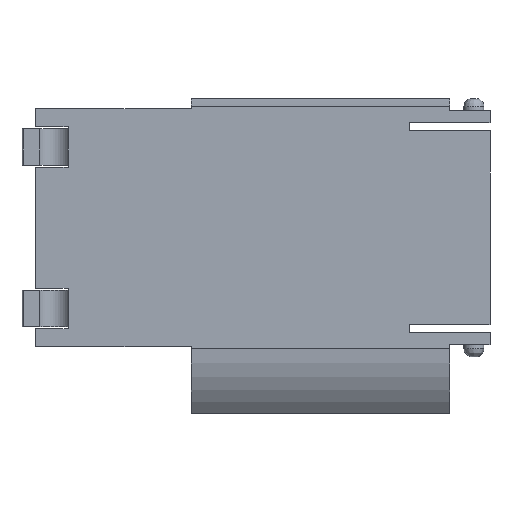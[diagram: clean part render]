
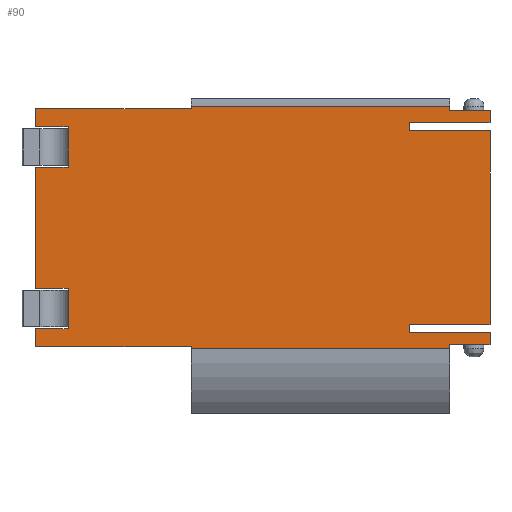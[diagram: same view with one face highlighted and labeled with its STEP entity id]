
A CAD part, front view. The second image highlights one B-rep face of the part: STEP entity #90.
In plain terms, the highlighted planar face has unit normal (0, -1, 0).
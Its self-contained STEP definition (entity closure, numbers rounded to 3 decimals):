
#90=ADVANCED_FACE('',(#217),#161,.T.);
#161=PLANE('',#1399);
#217=FACE_OUTER_BOUND('',#282,.T.);
#282=EDGE_LOOP('',(#362,#363,#364,#365,#366,#367,#368,#369,#370,#371,#372,
#373,#374,#375,#376,#377,#378,#379,#380,#381,#382,#383,#384,#385,#386,#387,
#388,#389));
#362=ORIENTED_EDGE('',*,*,#878,.T.);
#363=ORIENTED_EDGE('',*,*,#879,.T.);
#364=ORIENTED_EDGE('',*,*,#880,.T.);
#365=ORIENTED_EDGE('',*,*,#881,.T.);
#366=ORIENTED_EDGE('',*,*,#882,.T.);
#367=ORIENTED_EDGE('',*,*,#883,.T.);
#368=ORIENTED_EDGE('',*,*,#884,.F.);
#369=ORIENTED_EDGE('',*,*,#885,.F.);
#370=ORIENTED_EDGE('',*,*,#886,.T.);
#371=ORIENTED_EDGE('',*,*,#887,.F.);
#372=ORIENTED_EDGE('',*,*,#888,.F.);
#373=ORIENTED_EDGE('',*,*,#889,.F.);
#374=ORIENTED_EDGE('',*,*,#890,.T.);
#375=ORIENTED_EDGE('',*,*,#891,.T.);
#376=ORIENTED_EDGE('',*,*,#892,.T.);
#377=ORIENTED_EDGE('',*,*,#893,.T.);
#378=ORIENTED_EDGE('',*,*,#894,.T.);
#379=ORIENTED_EDGE('',*,*,#895,.T.);
#380=ORIENTED_EDGE('',*,*,#896,.F.);
#381=ORIENTED_EDGE('',*,*,#897,.F.);
#382=ORIENTED_EDGE('',*,*,#898,.T.);
#383=ORIENTED_EDGE('',*,*,#899,.F.);
#384=ORIENTED_EDGE('',*,*,#900,.T.);
#385=ORIENTED_EDGE('',*,*,#901,.F.);
#386=ORIENTED_EDGE('',*,*,#902,.F.);
#387=ORIENTED_EDGE('',*,*,#903,.T.);
#388=ORIENTED_EDGE('',*,*,#875,.T.);
#389=ORIENTED_EDGE('',*,*,#904,.F.);
#744=VERTEX_POINT('',#1858);
#746=VERTEX_POINT('',#1861);
#748=VERTEX_POINT('',#1867);
#749=VERTEX_POINT('',#1868);
#750=VERTEX_POINT('',#1870);
#751=VERTEX_POINT('',#1872);
#752=VERTEX_POINT('',#1874);
#753=VERTEX_POINT('',#1876);
#754=VERTEX_POINT('',#1878);
#755=VERTEX_POINT('',#1880);
#756=VERTEX_POINT('',#1882);
#757=VERTEX_POINT('',#1884);
#758=VERTEX_POINT('',#1886);
#759=VERTEX_POINT('',#1888);
#760=VERTEX_POINT('',#1890);
#761=VERTEX_POINT('',#1892);
#762=VERTEX_POINT('',#1894);
#763=VERTEX_POINT('',#1896);
#764=VERTEX_POINT('',#1898);
#765=VERTEX_POINT('',#1900);
#766=VERTEX_POINT('',#1902);
#767=VERTEX_POINT('',#1904);
#768=VERTEX_POINT('',#1906);
#769=VERTEX_POINT('',#1908);
#770=VERTEX_POINT('',#1910);
#771=VERTEX_POINT('',#1912);
#772=VERTEX_POINT('',#1914);
#773=VERTEX_POINT('',#1916);
#875=EDGE_CURVE('',#746,#744,#1068,.T.);
#878=EDGE_CURVE('',#748,#749,#1071,.T.);
#879=EDGE_CURVE('',#749,#750,#1072,.T.);
#880=EDGE_CURVE('',#750,#751,#1073,.T.);
#881=EDGE_CURVE('',#751,#752,#1074,.T.);
#882=EDGE_CURVE('',#752,#753,#1075,.T.);
#883=EDGE_CURVE('',#753,#754,#1076,.T.);
#884=EDGE_CURVE('',#755,#754,#1077,.T.);
#885=EDGE_CURVE('',#756,#755,#1078,.T.);
#886=EDGE_CURVE('',#756,#757,#1079,.T.);
#887=EDGE_CURVE('',#758,#757,#1080,.T.);
#888=EDGE_CURVE('',#759,#758,#1081,.T.);
#889=EDGE_CURVE('',#760,#759,#1082,.T.);
#890=EDGE_CURVE('',#760,#761,#1083,.T.);
#891=EDGE_CURVE('',#761,#762,#1084,.T.);
#892=EDGE_CURVE('',#762,#763,#1085,.T.);
#893=EDGE_CURVE('',#763,#764,#1086,.T.);
#894=EDGE_CURVE('',#764,#765,#1087,.T.);
#895=EDGE_CURVE('',#765,#766,#1088,.T.);
#896=EDGE_CURVE('',#767,#766,#1089,.T.);
#897=EDGE_CURVE('',#768,#767,#1090,.T.);
#898=EDGE_CURVE('',#768,#769,#1091,.T.);
#899=EDGE_CURVE('',#770,#769,#1092,.T.);
#900=EDGE_CURVE('',#770,#771,#1093,.T.);
#901=EDGE_CURVE('',#772,#771,#1094,.T.);
#902=EDGE_CURVE('',#773,#772,#1095,.T.);
#903=EDGE_CURVE('',#773,#746,#1096,.T.);
#904=EDGE_CURVE('',#748,#744,#1097,.T.);
#1068=LINE('',#1860,#1233);
#1071=LINE('',#1866,#1236);
#1072=LINE('',#1869,#1237);
#1073=LINE('',#1871,#1238);
#1074=LINE('',#1873,#1239);
#1075=LINE('',#1875,#1240);
#1076=LINE('',#1877,#1241);
#1077=LINE('',#1879,#1242);
#1078=LINE('',#1881,#1243);
#1079=LINE('',#1883,#1244);
#1080=LINE('',#1885,#1245);
#1081=LINE('',#1887,#1246);
#1082=LINE('',#1889,#1247);
#1083=LINE('',#1891,#1248);
#1084=LINE('',#1893,#1249);
#1085=LINE('',#1895,#1250);
#1086=LINE('',#1897,#1251);
#1087=LINE('',#1899,#1252);
#1088=LINE('',#1901,#1253);
#1089=LINE('',#1903,#1254);
#1090=LINE('',#1905,#1255);
#1091=LINE('',#1907,#1256);
#1092=LINE('',#1909,#1257);
#1093=LINE('',#1911,#1258);
#1094=LINE('',#1913,#1259);
#1095=LINE('',#1915,#1260);
#1096=LINE('',#1917,#1261);
#1097=LINE('',#1918,#1262);
#1233=VECTOR('',#1498,1.);
#1236=VECTOR('',#1503,1.);
#1237=VECTOR('',#1504,1.);
#1238=VECTOR('',#1505,1.);
#1239=VECTOR('',#1506,1.);
#1240=VECTOR('',#1507,1.);
#1241=VECTOR('',#1508,1.);
#1242=VECTOR('',#1509,1.);
#1243=VECTOR('',#1510,1.);
#1244=VECTOR('',#1511,1.);
#1245=VECTOR('',#1512,1.);
#1246=VECTOR('',#1513,1.);
#1247=VECTOR('',#1514,1.);
#1248=VECTOR('',#1515,1.);
#1249=VECTOR('',#1516,1.);
#1250=VECTOR('',#1517,1.);
#1251=VECTOR('',#1518,1.);
#1252=VECTOR('',#1519,1.);
#1253=VECTOR('',#1520,1.);
#1254=VECTOR('',#1521,1.);
#1255=VECTOR('',#1522,1.);
#1256=VECTOR('',#1523,1.);
#1257=VECTOR('',#1524,1.);
#1258=VECTOR('',#1525,1.);
#1259=VECTOR('',#1526,1.);
#1260=VECTOR('',#1527,1.);
#1261=VECTOR('',#1528,1.);
#1262=VECTOR('',#1529,1.);
#1399=AXIS2_PLACEMENT_3D('',#1919,#1530,#1531);
#1498=DIRECTION('',(0.,0.,-1.));
#1503=DIRECTION('',(0.,0.,-1.));
#1504=DIRECTION('',(-1.,0.,0.));
#1505=DIRECTION('',(0.,0.,-1.));
#1506=DIRECTION('',(1.,0.,0.));
#1507=DIRECTION('',(0.,0.,-1.));
#1508=DIRECTION('',(1.,0.,0.));
#1509=DIRECTION('',(0.,0.,-1.));
#1510=DIRECTION('',(-1.,0.,0.));
#1511=DIRECTION('',(0.,0.,1.));
#1512=DIRECTION('',(1.,0.,0.));
#1513=DIRECTION('',(0.,0.,-1.));
#1514=DIRECTION('',(-1.,0.,0.));
#1515=DIRECTION('',(0.,0.,1.));
#1516=DIRECTION('',(-1.,0.,0.));
#1517=DIRECTION('',(0.,0.,1.));
#1518=DIRECTION('',(1.,0.,0.));
#1519=DIRECTION('',(0.,0.,1.));
#1520=DIRECTION('',(-1.,0.,0.));
#1521=DIRECTION('',(0.,0.,-1.));
#1522=DIRECTION('',(1.,0.,0.));
#1523=DIRECTION('',(0.,0.,-1.));
#1524=DIRECTION('',(1.,0.,0.));
#1525=DIRECTION('',(0.,0.,-1.));
#1526=DIRECTION('',(-1.,0.,0.));
#1527=DIRECTION('',(0.,0.,1.));
#1528=DIRECTION('',(-1.,0.,0.));
#1529=DIRECTION('',(-1.,0.,0.));
#1530=DIRECTION('',(0.,-1.,0.));
#1531=DIRECTION('',(0.,0.,-1.));
#1858=CARTESIAN_POINT('',(-18.75,0.,7.5));
#1860=CARTESIAN_POINT('',(-18.75,0.,29.75));
#1861=CARTESIAN_POINT('',(-18.75,0.,22.5));
#1866=CARTESIAN_POINT('',(-14.75,0.,7.5));
#1867=CARTESIAN_POINT('',(-14.75,0.,7.5));
#1868=CARTESIAN_POINT('',(-14.75,0.,2.5));
#1869=CARTESIAN_POINT('',(-14.75,0.,2.5));
#1870=CARTESIAN_POINT('',(-18.75,0.,2.5));
#1871=CARTESIAN_POINT('',(-18.75,0.,29.75));
#1872=CARTESIAN_POINT('',(-18.75,0.,0.25));
#1873=CARTESIAN_POINT('',(-18.75,0.,0.25));
#1874=CARTESIAN_POINT('',(0.5,0.,0.25));
#1875=CARTESIAN_POINT('',(0.5,0.,30.));
#1876=CARTESIAN_POINT('',(0.5,0.,0.));
#1877=CARTESIAN_POINT('',(0.5,0.,0.));
#1878=CARTESIAN_POINT('',(32.5,0.,0.));
#1879=CARTESIAN_POINT('',(32.5,0.,30.));
#1880=CARTESIAN_POINT('',(32.5,0.,0.5));
#1881=CARTESIAN_POINT('',(37.5,0.,0.5));
#1882=CARTESIAN_POINT('',(37.5,0.,0.5));
#1883=CARTESIAN_POINT('',(37.5,0.,0.5));
#1884=CARTESIAN_POINT('',(37.5,0.,2.));
#1885=CARTESIAN_POINT('',(27.5,0.,2.));
#1886=CARTESIAN_POINT('',(27.5,0.,2.));
#1887=CARTESIAN_POINT('',(27.5,0.,3.));
#1888=CARTESIAN_POINT('',(27.5,0.,3.));
#1889=CARTESIAN_POINT('',(37.5,0.,3.));
#1890=CARTESIAN_POINT('',(37.5,0.,3.));
#1891=CARTESIAN_POINT('',(37.5,0.,0.5));
#1892=CARTESIAN_POINT('',(37.5,0.,27.));
#1893=CARTESIAN_POINT('',(37.5,0.,27.));
#1894=CARTESIAN_POINT('',(27.5,0.,27.));
#1895=CARTESIAN_POINT('',(27.5,0.,27.));
#1896=CARTESIAN_POINT('',(27.5,0.,28.));
#1897=CARTESIAN_POINT('',(27.5,0.,28.));
#1898=CARTESIAN_POINT('',(37.5,0.,28.));
#1899=CARTESIAN_POINT('',(37.5,0.,0.5));
#1900=CARTESIAN_POINT('',(37.5,0.,29.5));
#1901=CARTESIAN_POINT('',(37.5,0.,29.5));
#1902=CARTESIAN_POINT('',(32.5,0.,29.5));
#1903=CARTESIAN_POINT('',(32.5,0.,30.));
#1904=CARTESIAN_POINT('',(32.5,0.,30.));
#1905=CARTESIAN_POINT('',(0.5,0.,30.));
#1906=CARTESIAN_POINT('',(0.5,0.,30.));
#1907=CARTESIAN_POINT('',(0.5,0.,30.));
#1908=CARTESIAN_POINT('',(0.5,0.,29.75));
#1909=CARTESIAN_POINT('',(-18.75,0.,29.75));
#1910=CARTESIAN_POINT('',(-18.75,0.,29.75));
#1911=CARTESIAN_POINT('',(-18.75,0.,29.75));
#1912=CARTESIAN_POINT('',(-18.75,0.,27.5));
#1913=CARTESIAN_POINT('',(-18.75,0.,27.5));
#1914=CARTESIAN_POINT('',(-14.75,0.,27.5));
#1915=CARTESIAN_POINT('',(-14.75,0.,27.5));
#1916=CARTESIAN_POINT('',(-14.75,0.,22.5));
#1917=CARTESIAN_POINT('',(-18.75,0.,22.5));
#1918=CARTESIAN_POINT('',(-14.75,0.,7.5));
#1919=CARTESIAN_POINT('',(0.5,0.,30.));
